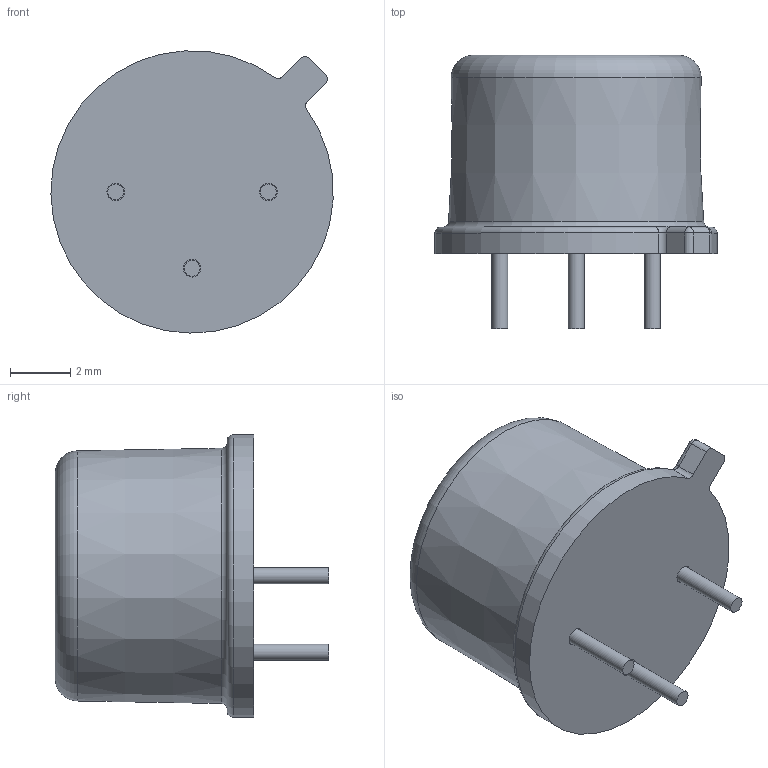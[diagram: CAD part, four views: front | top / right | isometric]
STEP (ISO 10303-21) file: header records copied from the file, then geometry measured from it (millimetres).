
FILE_DESCRIPTION(/* description */ (''),/* implementation_level */ '2;1');
FILE_NAME(/* name */ 'TO-39.step',/* time_stamp */ '2024-01-23T12:52:29+01:00',/* author */ (''),/* organization */ (''),/* preprocessor_version */ 'ST-DEVELOPER v20',/* originating_system */ 'Autodesk Translation Framework v12.14.0.127',/* authorisation */ '');
FILE_SCHEMA (('AUTOMOTIVE_DESIGN { 1 0 10303 214 3 1 1 }'));
Length unit declared in the file: millimetre
Products named in the file (1): TO-39
Bounding box: 9.39 x 9.1 x 9.39 mm (x, y, z)
Volume: 373.5 mm3; surface area: 329.7 mm2
Topology: 1 solids, 1 shells, 36 faces, 68 edges, 40 vertices
Faces by surface type: cylinder 15, plane 13, torus 5, sphere 2, cone 1
Full cylindrical faces by diameter (mm): 0.53 x3, 0.59 x3, 5.28 x1
Entity records: 965 total; most frequent: DIRECTION 181, CARTESIAN_POINT 143, ORIENTED_EDGE 132, AXIS2_PLACEMENT_3D 78, EDGE_CURVE 66, EDGE_LOOP 44, CIRCLE 41, VERTEX_POINT 40
